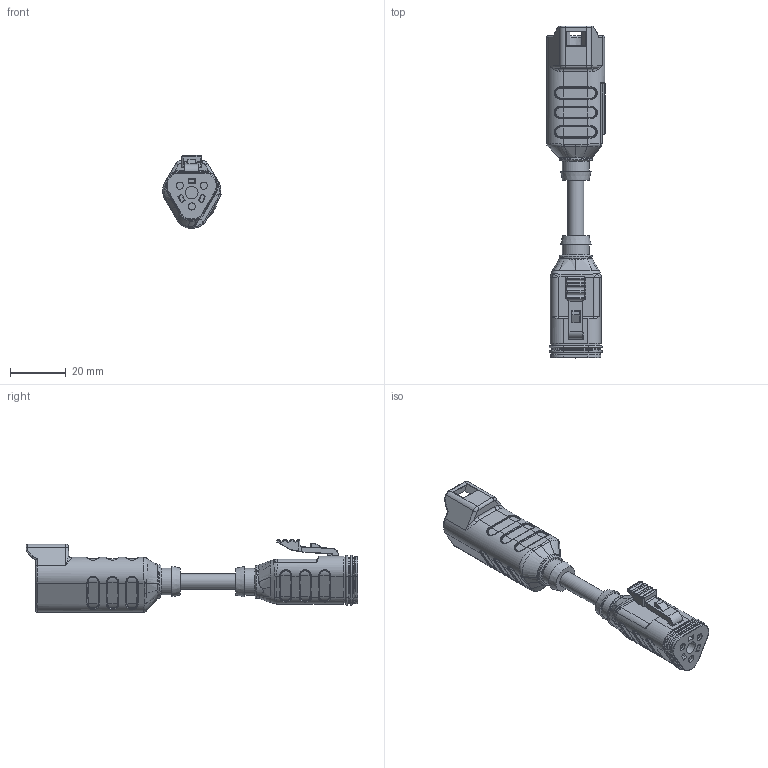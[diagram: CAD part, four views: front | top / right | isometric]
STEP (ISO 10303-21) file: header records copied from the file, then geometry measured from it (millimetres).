
FILE_DESCRIPTION(/* description */ (''),/* implementation_level */ '2;1');
FILE_NAME(/* name */ '2-V0012232__5042376__MA-DT06-3S-1-MA-DT04-3P-S370_assy_26-06-2023_stp_stp.stp',/* time_stamp */ '2023-06-26T13:13:56+02:00',/* author */ ('ESCHA GmbH & Co. KG'),/* organization */ ('ESCHA GmbH & Co. KG'),/* preprocessor_version */ 'ST-DEVELOPER v16',/* originating_system */ 'SIEMENS PLM Software NX 10.0',/* authorisation */ '');
FILE_SCHEMA (('AUTOMOTIVE_DESIGN { 1 0 10303 214 3 1 1 1 }'));
Length unit declared in the file: millimetre
Products named in the file (1): t.he635C72BDuxd4
Bounding box: 21.14 x 119.55 x 26.3 mm (x, y, z)
Volume: 18789.8 mm3; surface area: 8939.6 mm2
Topology: 1 solids, 5 shells, 908 faces, 2109 edges, 1203 vertices
Faces by surface type: cylinder 322, bspline 217, plane 166, torus 152, sphere 38, cone 11, extrusion 2
Full cylindrical faces by diameter (mm): 2.5 x1, 2.56 x3, 4.5 x1, 5.7 x1, 9.6 x2, 12 x2
Entity records: 32182 total; most frequent: CARTESIAN_POINT 13155, ORIENTED_EDGE 4080, DIRECTION 3864, EDGE_CURVE 2040, AXIS2_PLACEMENT_3D 1587, VERTEX_POINT 1190, EDGE_LOOP 952, ADVANCED_FACE 905
